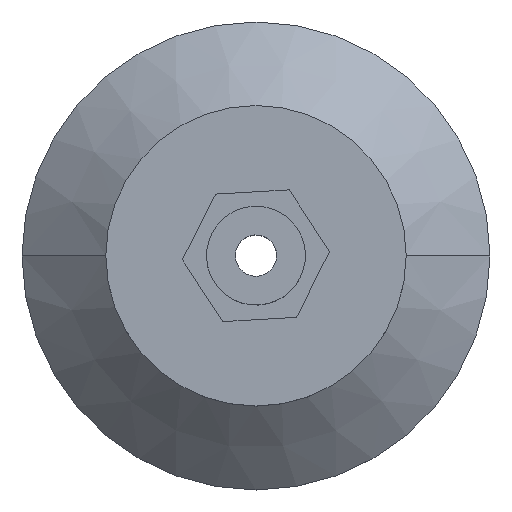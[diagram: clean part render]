
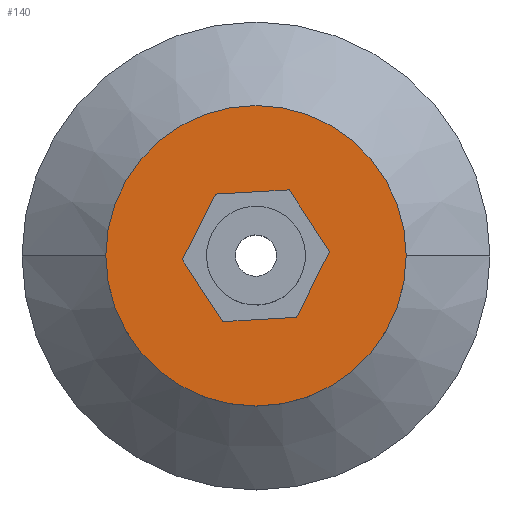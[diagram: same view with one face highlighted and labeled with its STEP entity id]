
A CAD part, top view. The second image highlights one B-rep face of the part: STEP entity #140.
In plain terms, the highlighted planar face has unit normal (0, 0, 1).
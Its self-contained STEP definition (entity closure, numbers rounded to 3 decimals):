
#140=ADVANCED_FACE('',(#239,#240),#241,.T.);
#239=FACE_OUTER_BOUND('',#346,.T.);
#240=FACE_BOUND('',#347,.T.);
#241=PLANE('',#348);
#346=EDGE_LOOP('',(#656,#657));
#347=EDGE_LOOP('',(#658,#659));
#348=AXIS2_PLACEMENT_3D('',#660,#661,#662);
#656=ORIENTED_EDGE('',*,*,#770,.F.);
#657=ORIENTED_EDGE('',*,*,#790,.F.);
#658=ORIENTED_EDGE('',*,*,#791,.T.);
#659=ORIENTED_EDGE('',*,*,#766,.T.);
#660=CARTESIAN_POINT('',(-7.25,0.0,0.));
#661=DIRECTION('',(0.,0.0,1.0));
#662=DIRECTION('',(1.0,0.0,0.));
#766=EDGE_CURVE('',#912,#913,#914,.T.);
#770=EDGE_CURVE('',#920,#921,#922,.T.);
#790=EDGE_CURVE('',#921,#920,#952,.T.);
#791=EDGE_CURVE('',#913,#912,#953,.T.);
#912=VERTEX_POINT('',#1110);
#913=VERTEX_POINT('',#1111);
#914=CIRCLE('',#1112,7.25);
#920=VERTEX_POINT('',#1120);
#921=VERTEX_POINT('',#1121);
#922=CIRCLE('',#1122,20.0);
#952=CIRCLE('',#1160,20.0);
#953=CIRCLE('',#1161,7.25);
#1110=CARTESIAN_POINT('',(7.25,0.,0.));
#1111=CARTESIAN_POINT('',(-7.25,0.0,0.));
#1112=AXIS2_PLACEMENT_3D('',#1298,#1299,#1300);
#1120=CARTESIAN_POINT('',(-20.0,0.0,0.));
#1121=CARTESIAN_POINT('',(20.0,0.,0.));
#1122=AXIS2_PLACEMENT_3D('',#1306,#1307,#1308);
#1160=AXIS2_PLACEMENT_3D('',#1350,#1351,#1352);
#1161=AXIS2_PLACEMENT_3D('',#1353,#1354,#1355);
#1298=CARTESIAN_POINT('',(0.,0.0,0.0));
#1299=DIRECTION('',(0.,0.0,-1.0));
#1300=DIRECTION('',(-1.0,0.0,0.));
#1306=CARTESIAN_POINT('',(0.,0.0,0.0));
#1307=DIRECTION('',(0.,0.0,-1.0));
#1308=DIRECTION('',(-1.0,0.0,0.));
#1350=CARTESIAN_POINT('',(0.,0.0,0.0));
#1351=DIRECTION('',(0.,0.0,-1.0));
#1352=DIRECTION('',(-1.0,0.0,0.));
#1353=CARTESIAN_POINT('',(0.,0.0,0.0));
#1354=DIRECTION('',(0.,0.0,-1.0));
#1355=DIRECTION('',(-1.0,0.0,0.));
